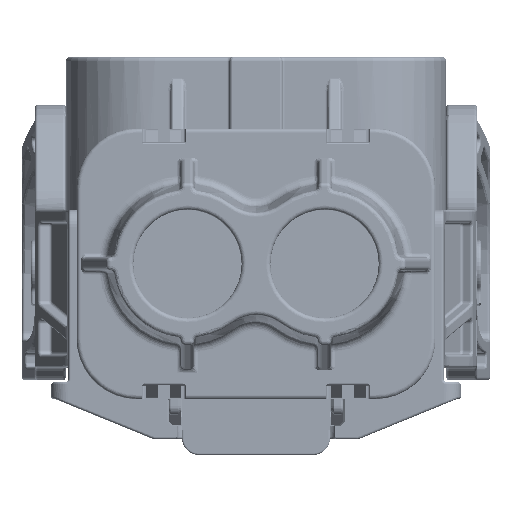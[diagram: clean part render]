
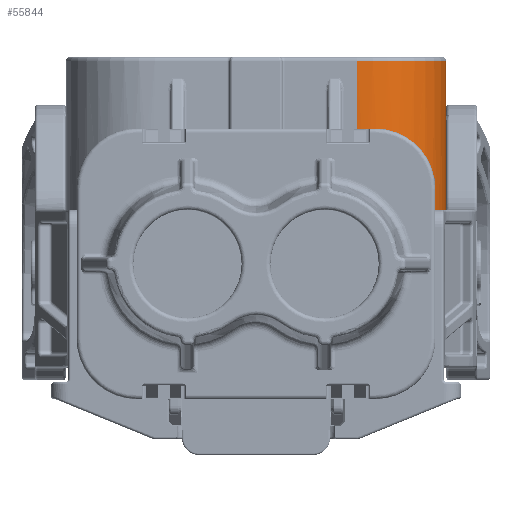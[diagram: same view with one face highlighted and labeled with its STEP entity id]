
A CAD part, front view. The second image highlights one B-rep face of the part: STEP entity #55844.
In plain terms, the highlighted cylindrical face has radius 10.2 mm (diameter 20.4 mm), a partial arc.
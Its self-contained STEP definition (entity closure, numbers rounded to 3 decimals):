
#219 = CARTESIAN_POINT ( 'NONE',  ( 18.157, -16.513, 0.176 ) ) ;
#284 = CARTESIAN_POINT ( 'NONE',  ( 13.148, -18.782, 22.5 ) ) ;
#2227 = ORIENTED_EDGE ( 'NONE', *, *, #198756, .T. ) ;
#4632 = DIRECTION ( 'NONE',  ( 0., 0., 1. ) ) ;
#5087 = DIRECTION ( 'NONE',  ( 0., 0., -1. ) ) ;
#5576 = DIRECTION ( 'NONE',  ( 0., 0., -1. ) ) ;
#7344 = EDGE_CURVE ( 'NONE', #190673, #166214, #39659, .T. ) ;
#8459 = ORIENTED_EDGE ( 'NONE', *, *, #152008, .T. ) ;
#9018 = FACE_OUTER_BOUND ( 'NONE', #211803, .T. ) ;
#11098 = AXIS2_PLACEMENT_3D ( 'NONE', #186794, #4632, #136102 ) ;
#11606 = ORIENTED_EDGE ( 'NONE', *, *, #25847, .F. ) ;
#13189 = LINE ( 'NONE', #158724, #103212 ) ;
#13478 = CARTESIAN_POINT ( 'NONE',  ( 21.8, -8.7, 32. ) ) ;
#20840 = CARTESIAN_POINT ( 'NONE',  ( 21.8, -8.7, 21.603 ) ) ;
#23088 = DIRECTION ( 'NONE',  ( 0., 0., -1. ) ) ;
#24910 = ORIENTED_EDGE ( 'NONE', *, *, #25851, .T. ) ;
#25847 = EDGE_CURVE ( 'NONE', #28519, #73327, #129652, .T. ) ;
#25851 = EDGE_CURVE ( 'NONE', #43915, #48621, #194786, .T. ) ;
#26193 = CARTESIAN_POINT ( 'NONE',  ( 21.8, -8.7, 0.5 ) ) ;
#27899 = ORIENTED_EDGE ( 'NONE', *, *, #80313, .F. ) ;
#28519 = VERTEX_POINT ( 'NONE', #72971 ) ;
#31607 = CARTESIAN_POINT ( 'NONE',  ( 17.516, -17.011, 19.714 ) ) ;
#33676 = AXIS2_PLACEMENT_3D ( 'NONE', #84416, #57118, #40952 ) ;
#35934 = DIRECTION ( 'NONE',  ( 0., 0., 1. ) ) ;
#37526 = ORIENTED_EDGE ( 'NONE', *, *, #162065, .T. ) ;
#39122 = CARTESIAN_POINT ( 'NONE',  ( 11.6, -8.7, 0.5 ) ) ;
#39366 = CIRCLE ( 'NONE', #115038, 10.2 ) ;
#39659 = B_SPLINE_CURVE_WITH_KNOTS ( 'NONE', 3,
 ( #103838, #170579, #156549, #171651 ),
 .UNSPECIFIED., .F., .F.,
 ( 4, 4 ),
 ( 0., 0. ),
 .UNSPECIFIED. ) ;
#40318 = CYLINDRICAL_SURFACE ( 'NONE', #42211, 10.2 ) ;
#40952 = DIRECTION ( 'NONE',  ( 1., 0., 0. ) ) ;
#41655 = VERTEX_POINT ( 'NONE', #189802 ) ;
#41746 = ORIENTED_EDGE ( 'NONE', *, *, #7344, .T. ) ;
#42211 = AXIS2_PLACEMENT_3D ( 'NONE', #204187, #23088, #105000 ) ;
#42378 = DIRECTION ( 'NONE',  ( 0., 0., -1. ) ) ;
#43915 = VERTEX_POINT ( 'NONE', #154404 ) ;
#46745 = CARTESIAN_POINT ( 'NONE',  ( 17.905, -16.719, 18.759 ) ) ;
#47789 = CARTESIAN_POINT ( 'NONE',  ( 16.97, -17.375, 20.572 ) ) ;
#48621 = VERTEX_POINT ( 'NONE', #162818 ) ;
#49585 = CARTESIAN_POINT ( 'NONE',  ( 11.656, -18.9, 22.5 ) ) ;
#49843 = CARTESIAN_POINT ( 'NONE',  ( 11.6, -18.9, 22.534 ) ) ;
#49892 = CARTESIAN_POINT ( 'NONE',  ( 17.663, -16.903, 19.406 ) ) ;
#53624 = VERTEX_POINT ( 'NONE', #219 ) ;
#55324 = DIRECTION ( 'NONE',  ( 1., 0., 0. ) ) ;
#55844 = ADVANCED_FACE ( 'NONE', ( #9018 ), #40318, .T. ) ;
#57118 = DIRECTION ( 'NONE',  ( 0., 0., -1. ) ) ;
#57990 = ORIENTED_EDGE ( 'NONE', *, *, #179150, .T. ) ;
#66075 = CARTESIAN_POINT ( 'NONE',  ( 16.286, -17.765, 21.302 ) ) ;
#72220 = EDGE_CURVE ( 'NONE', #28519, #207584, #154029, .T. ) ;
#72692 = CIRCLE ( 'NONE', #11098, 10.2 ) ;
#72971 = CARTESIAN_POINT ( 'NONE',  ( 21.8, -8.7, 31.5 ) ) ;
#73327 = VERTEX_POINT ( 'NONE', #20840 ) ;
#75988 = B_SPLINE_CURVE_WITH_KNOTS ( 'NONE', 3,
 ( #116279, #183120, #100154, #81833, #146504, #132432 ),
 .UNSPECIFIED., .F., .F.,
 ( 4, 2, 4 ),
 ( 0., 0.001, 0.001 ),
 .UNSPECIFIED. ) ;
#79082 = CARTESIAN_POINT ( 'NONE',  ( 17.168, -17.249, 20.3 ) ) ;
#80306 = DIRECTION ( 'NONE',  ( 0., 0., -1. ) ) ;
#80313 = EDGE_CURVE ( 'NONE', #73327, #207134, #201472, .T. ) ;
#81833 = CARTESIAN_POINT ( 'NONE',  ( 18.812, -15.917, 0.477 ) ) ;
#84416 = CARTESIAN_POINT ( 'NONE',  ( 11.6, -8.7, 31.5 ) ) ;
#85728 = ORIENTED_EDGE ( 'NONE', *, *, #134003, .F. ) ;
#87550 = CARTESIAN_POINT ( 'NONE',  ( 21.8, -8.7, 32. ) ) ;
#89601 = ORIENTED_EDGE ( 'NONE', *, *, #92907, .T. ) ;
#91221 = VECTOR ( 'NONE', #5576, 1000. ) ;
#92907 = EDGE_CURVE ( 'NONE', #166214, #43915, #72692, .T. ) ;
#94293 = VECTOR ( 'NONE', #199317, 1000. ) ;
#95264 = CARTESIAN_POINT ( 'NONE',  ( 15.752, -18.021, 21.712 ) ) ;
#100154 = CARTESIAN_POINT ( 'NONE',  ( 18.479, -16.234, 0.374 ) ) ;
#101176 = VECTOR ( 'NONE', #5087, 1000. ) ;
#103212 = VECTOR ( 'NONE', #42378, 1000. ) ;
#103838 = CARTESIAN_POINT ( 'NONE',  ( 11.6, -18.9, 22.534 ) ) ;
#105000 = DIRECTION ( 'NONE',  ( -1., 0., 0. ) ) ;
#107855 = CARTESIAN_POINT ( 'NONE',  ( 11.6, -18.9, 31.5 ) ) ;
#113523 = CARTESIAN_POINT ( 'NONE',  ( 18.125, -16.54, 17.717 ) ) ;
#114559 = CARTESIAN_POINT ( 'NONE',  ( 21.8, -8.7, 32. ) ) ;
#115038 = AXIS2_PLACEMENT_3D ( 'NONE', #39122, #35934, #55324 ) ;
#115602 = CARTESIAN_POINT ( 'NONE',  ( 14.526, -18.477, 22.301 ) ) ;
#116279 = CARTESIAN_POINT ( 'NONE',  ( 18.157, -16.513, 0.176 ) ) ;
#118420 = CARTESIAN_POINT ( 'NONE',  ( 21.8, -8.7, 32. ) ) ;
#129652 = LINE ( 'NONE', #114559, #176453 ) ;
#129836 = LINE ( 'NONE', #13478, #154465 ) ;
#131763 = CARTESIAN_POINT ( 'NONE',  ( 13.853, -18.654, 22.458 ) ) ;
#132432 = CARTESIAN_POINT ( 'NONE',  ( 19.137, -15.573, 0.5 ) ) ;
#134003 = EDGE_CURVE ( 'NONE', #41655, #207355, #187737, .T. ) ;
#136102 = DIRECTION ( 'NONE',  ( 0., 1., 0. ) ) ;
#139361 = CARTESIAN_POINT ( 'NONE',  ( 21.8, -8.7, 6.128 ) ) ;
#144413 = VERTEX_POINT ( 'NONE', #201856 ) ;
#146504 = CARTESIAN_POINT ( 'NONE',  ( 18.977, -15.748, 0.5 ) ) ;
#146890 = CARTESIAN_POINT ( 'NONE',  ( 18.157, -16.513, 17. ) ) ;
#152008 = EDGE_CURVE ( 'NONE', #207584, #190673, #213197, .T. ) ;
#154029 = CIRCLE ( 'NONE', #33676, 10.2 ) ;
#154404 = CARTESIAN_POINT ( 'NONE',  ( 13.148, -18.782, 22.5 ) ) ;
#154465 = VECTOR ( 'NONE', #80306, 1000. ) ;
#156549 = CARTESIAN_POINT ( 'NONE',  ( 11.638, -18.9, 22.512 ) ) ;
#158724 = CARTESIAN_POINT ( 'NONE',  ( 18.157, -16.513, 32. ) ) ;
#162065 = EDGE_CURVE ( 'NONE', #144413, #207355, #39366, .T. ) ;
#162818 = CARTESIAN_POINT ( 'NONE',  ( 18.157, -16.513, 17. ) ) ;
#165164 = CARTESIAN_POINT ( 'NONE',  ( 17.999, -16.643, 18.415 ) ) ;
#166214 = VERTEX_POINT ( 'NONE', #49585 ) ;
#170537 = ORIENTED_EDGE ( 'NONE', *, *, #72220, .T. ) ;
#170579 = CARTESIAN_POINT ( 'NONE',  ( 11.619, -18.9, 22.523 ) ) ;
#171651 = CARTESIAN_POINT ( 'NONE',  ( 11.656, -18.9, 22.5 ) ) ;
#176453 = VECTOR ( 'NONE', #177136, 1000. ) ;
#177136 = DIRECTION ( 'NONE',  ( 0., 0., -1. ) ) ;
#179150 = EDGE_CURVE ( 'NONE', #53624, #144413, #75988, .T. ) ;
#180308 = CARTESIAN_POINT ( 'NONE',  ( 16.531, -17.633, 21.072 ) ) ;
#183120 = CARTESIAN_POINT ( 'NONE',  ( 18.315, -16.381, 0.295 ) ) ;
#186794 = CARTESIAN_POINT ( 'NONE',  ( 11.6, -8.7, 22.5 ) ) ;
#187737 = LINE ( 'NONE', #87550, #91221 ) ;
#189052 = EDGE_CURVE ( 'NONE', #207134, #41655, #129836, .T. ) ;
#189802 = CARTESIAN_POINT ( 'NONE',  ( 21.8, -8.7, 5.775 ) ) ;
#190673 = VERTEX_POINT ( 'NONE', #49843 ) ;
#194421 = CARTESIAN_POINT ( 'NONE',  ( 15.467, -18.144, 21.889 ) ) ;
#194786 = B_SPLINE_CURVE_WITH_KNOTS ( 'NONE', 3,
 ( #284, #197568, #131763, #115602, #195490, #194421, #95264, #66075, #180308, #47789, #79082, #31607, #49892, #46745, #165164, #113523, #209531, #146890 ),
 .UNSPECIFIED., .F., .F.,
 ( 4, 2, 2, 2, 2, 2, 2, 2, 4 ),
 ( 0., 0.001, 0.002, 0.003, 0.004, 0.005, 0.006, 0.007, 0.009 ),
 .UNSPECIFIED. ) ;
#195490 = CARTESIAN_POINT ( 'NONE',  ( 14.856, -18.372, 22.184 ) ) ;
#197025 = CARTESIAN_POINT ( 'NONE',  ( 11.6, -18.9, 32. ) ) ;
#197568 = CARTESIAN_POINT ( 'NONE',  ( 13.507, -18.727, 22.5 ) ) ;
#198756 = EDGE_CURVE ( 'NONE', #48621, #53624, #13189, .T. ) ;
#199317 = DIRECTION ( 'NONE',  ( 0., 0., -1. ) ) ;
#201472 = LINE ( 'NONE', #118420, #94293 ) ;
#201856 = CARTESIAN_POINT ( 'NONE',  ( 19.137, -15.573, 0.5 ) ) ;
#204187 = CARTESIAN_POINT ( 'NONE',  ( 11.6, -8.7, 32. ) ) ;
#206478 = ORIENTED_EDGE ( 'NONE', *, *, #189052, .F. ) ;
#207134 = VERTEX_POINT ( 'NONE', #139361 ) ;
#207355 = VERTEX_POINT ( 'NONE', #26193 ) ;
#207584 = VERTEX_POINT ( 'NONE', #107855 ) ;
#209531 = CARTESIAN_POINT ( 'NONE',  ( 18.157, -16.513, 17.362 ) ) ;
#211803 = EDGE_LOOP ( 'NONE', ( #11606, #170537, #8459, #41746, #89601, #24910, #2227, #57990, #37526, #85728, #206478, #27899 ) ) ;
#213197 = LINE ( 'NONE', #197025, #101176 ) ;
